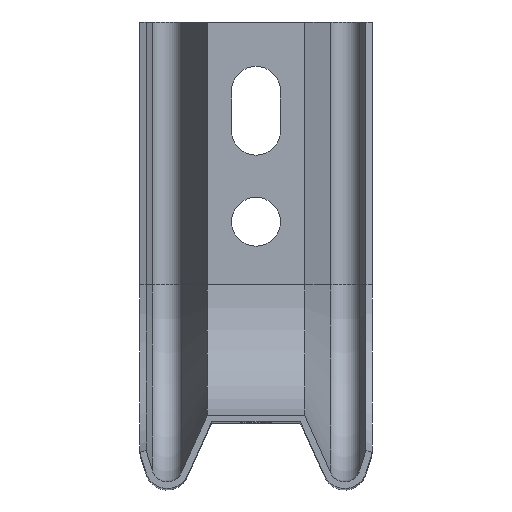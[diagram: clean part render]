
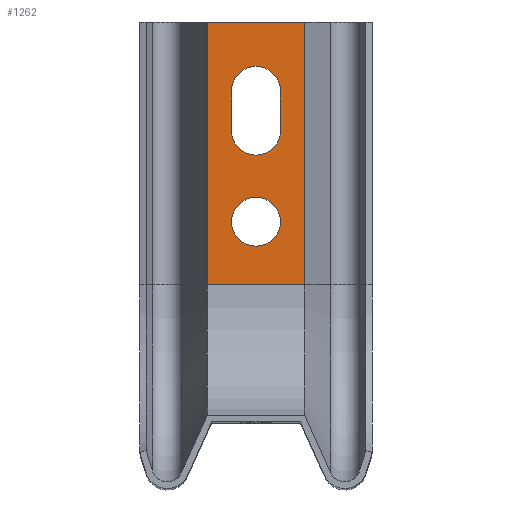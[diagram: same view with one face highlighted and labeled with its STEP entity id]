
A CAD part, top view. The second image highlights one B-rep face of the part: STEP entity #1262.
In plain terms, the highlighted planar face has unit normal (0, 0, 1).
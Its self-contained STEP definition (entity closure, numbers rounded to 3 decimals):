
#59=FACE_BOUND('',#209,.T.);
#60=FACE_BOUND('',#210,.T.);
#89=CIRCLE('',#1385,5.5);
#90=CIRCLE('',#1386,5.5);
#91=CIRCLE('',#1387,5.5);
#127=FACE_OUTER_BOUND('',#208,.T.);
#208=EDGE_LOOP('',(#889,#890,#891,#892));
#209=EDGE_LOOP('',(#893,#894,#895,#896));
#210=EDGE_LOOP('',(#897));
#322=LINE('',#2004,#443);
#323=LINE('',#2007,#444);
#324=LINE('',#2012,#445);
#325=LINE('',#2013,#446);
#326=LINE('',#2018,#447);
#327=LINE('',#2021,#448);
#443=VECTOR('',#1598,10.);
#444=VECTOR('',#1601,10.);
#445=VECTOR('',#1608,10.);
#446=VECTOR('',#1609,10.);
#447=VECTOR('',#1612,10.);
#448=VECTOR('',#1615,10.);
#578=VERTEX_POINT('',#1997);
#581=VERTEX_POINT('',#2002);
#582=VERTEX_POINT('',#2006);
#583=VERTEX_POINT('',#2011);
#584=VERTEX_POINT('',#2014);
#585=VERTEX_POINT('',#2015);
#586=VERTEX_POINT('',#2017);
#587=VERTEX_POINT('',#2019);
#588=VERTEX_POINT('',#2022);
#696=EDGE_CURVE('',#578,#581,#322,.T.);
#697=EDGE_CURVE('',#581,#582,#323,.T.);
#700=EDGE_CURVE('',#583,#582,#324,.T.);
#701=EDGE_CURVE('',#583,#578,#325,.T.);
#702=EDGE_CURVE('',#584,#585,#89,.T.);
#703=EDGE_CURVE('',#585,#586,#326,.T.);
#704=EDGE_CURVE('',#586,#587,#90,.T.);
#705=EDGE_CURVE('',#587,#584,#327,.T.);
#706=EDGE_CURVE('',#588,#588,#91,.T.);
#889=ORIENTED_EDGE('',*,*,#696,.T.);
#890=ORIENTED_EDGE('',*,*,#697,.T.);
#891=ORIENTED_EDGE('',*,*,#700,.F.);
#892=ORIENTED_EDGE('',*,*,#701,.T.);
#893=ORIENTED_EDGE('',*,*,#702,.T.);
#894=ORIENTED_EDGE('',*,*,#703,.T.);
#895=ORIENTED_EDGE('',*,*,#704,.T.);
#896=ORIENTED_EDGE('',*,*,#705,.T.);
#897=ORIENTED_EDGE('',*,*,#706,.T.);
#1151=PLANE('',#1384);
#1262=ADVANCED_FACE('',(#127,#59,#60),#1151,.T.);
#1384=AXIS2_PLACEMENT_3D('',#2010,#1606,#1607);
#1385=AXIS2_PLACEMENT_3D('',#2016,#1610,#1611);
#1386=AXIS2_PLACEMENT_3D('',#2020,#1613,#1614);
#1387=AXIS2_PLACEMENT_3D('',#2023,#1616,#1617);
#1598=DIRECTION('',(0.,-1.,0.));
#1601=DIRECTION('',(1.,0.,0.));
#1606=DIRECTION('center_axis',(0.,0.,1.));
#1607=DIRECTION('ref_axis',(-1.,0.,0.));
#1608=DIRECTION('',(0.,-1.,0.));
#1609=DIRECTION('',(-1.,0.,0.));
#1610=DIRECTION('center_axis',(0.,0.,-1.));
#1611=DIRECTION('ref_axis',(-1.,0.,0.));
#1612=DIRECTION('',(0.,-1.,0.));
#1613=DIRECTION('center_axis',(0.,0.,-1.));
#1614=DIRECTION('ref_axis',(1.,0.,0.));
#1615=DIRECTION('',(0.,1.,0.));
#1616=DIRECTION('center_axis',(0.,0.,-1.));
#1617=DIRECTION('ref_axis',(-1.,0.,0.));
#1997=CARTESIAN_POINT('',(-10.97,90.49,76.2));
#2002=CARTESIAN_POINT('',(-10.97,31.3,76.2));
#2004=CARTESIAN_POINT('',(-10.97,90.49,76.2));
#2006=CARTESIAN_POINT('',(10.97,31.3,76.2));
#2007=CARTESIAN_POINT('',(4.355,31.3,76.2));
#2010=CARTESIAN_POINT('Origin',(8.71,90.49,76.2));
#2011=CARTESIAN_POINT('',(10.97,90.49,76.2));
#2012=CARTESIAN_POINT('',(10.97,90.49,76.2));
#2013=CARTESIAN_POINT('',(8.71,90.49,76.2));
#2014=CARTESIAN_POINT('',(-5.5,74.99,76.2));
#2015=CARTESIAN_POINT('',(5.5,74.99,76.2));
#2016=CARTESIAN_POINT('Origin',(0.,74.99,76.2));
#2017=CARTESIAN_POINT('',(5.5,65.99,76.2));
#2018=CARTESIAN_POINT('',(5.5,82.74,76.2));
#2019=CARTESIAN_POINT('',(-5.5,65.99,76.2));
#2020=CARTESIAN_POINT('Origin',(0.,65.99,76.2));
#2021=CARTESIAN_POINT('',(-5.5,78.24,76.2));
#2022=CARTESIAN_POINT('',(5.5,45.49,76.2));
#2023=CARTESIAN_POINT('Origin',(0.,45.49,76.2));
